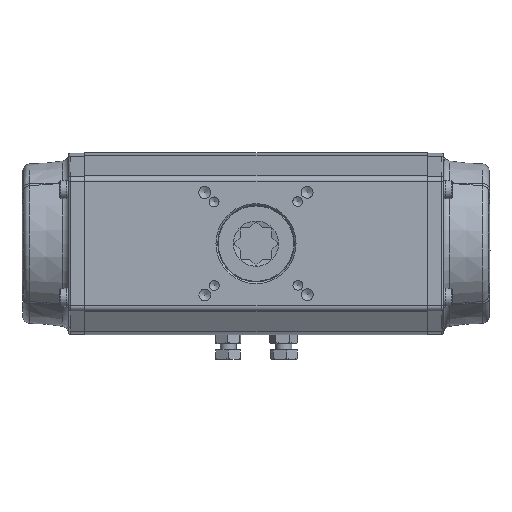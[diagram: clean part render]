
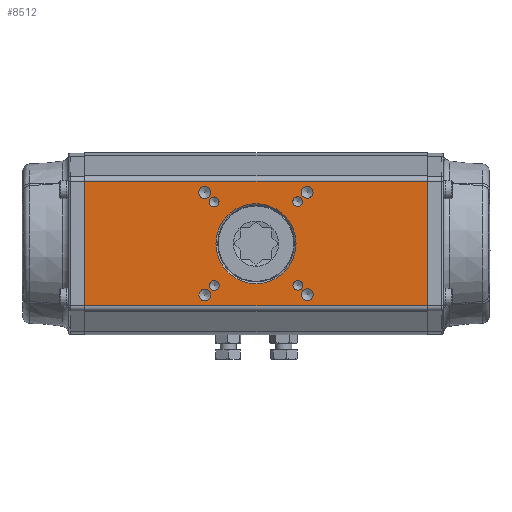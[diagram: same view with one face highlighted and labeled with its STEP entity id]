
A CAD part, front view. The second image highlights one B-rep face of the part: STEP entity #8512.
In plain terms, the highlighted planar face has unit normal (0, -1, 0).
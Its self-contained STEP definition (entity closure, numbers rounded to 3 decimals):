
#434=PLANE('',#9659);
#1184=CIRCLE('',#9537,34.5);
#1207=CIRCLE('',#9584,5.1);
#1209=CIRCLE('',#9588,5.1);
#1211=CIRCLE('',#9592,5.1);
#1213=CIRCLE('',#9596,5.1);
#1215=CIRCLE('',#9600,4.25);
#1217=CIRCLE('',#9604,4.25);
#1219=CIRCLE('',#9608,4.25);
#1221=CIRCLE('',#9612,4.25);
#3229=ORIENTED_EDGE('',*,*,#4653,.F.);
#3230=ORIENTED_EDGE('',*,*,#4685,.T.);
#3231=ORIENTED_EDGE('',*,*,#4671,.T.);
#3232=ORIENTED_EDGE('',*,*,#4686,.T.);
#3233=ORIENTED_EDGE('',*,*,#4599,.F.);
#3234=ORIENTED_EDGE('',*,*,#4597,.F.);
#3235=ORIENTED_EDGE('',*,*,#4595,.F.);
#3236=ORIENTED_EDGE('',*,*,#4593,.F.);
#3237=ORIENTED_EDGE('',*,*,#4591,.F.);
#3238=ORIENTED_EDGE('',*,*,#4589,.F.);
#3239=ORIENTED_EDGE('',*,*,#4587,.F.);
#3240=ORIENTED_EDGE('',*,*,#4585,.F.);
#3241=ORIENTED_EDGE('',*,*,#4558,.T.);
#4558=EDGE_CURVE('',#5531,#5531,#1184,.T.);
#4585=EDGE_CURVE('',#5566,#5566,#1207,.T.);
#4587=EDGE_CURVE('',#5569,#5569,#1209,.T.);
#4589=EDGE_CURVE('',#5572,#5572,#1211,.T.);
#4591=EDGE_CURVE('',#5575,#5575,#1213,.T.);
#4593=EDGE_CURVE('',#5578,#5578,#1215,.T.);
#4595=EDGE_CURVE('',#5581,#5581,#1217,.T.);
#4597=EDGE_CURVE('',#5584,#5584,#1219,.T.);
#4599=EDGE_CURVE('',#5587,#5587,#1221,.T.);
#4653=EDGE_CURVE('',#5638,#5639,#6111,.T.);
#4671=EDGE_CURVE('',#5656,#5655,#6120,.T.);
#4685=EDGE_CURVE('',#5638,#5656,#6124,.T.);
#4686=EDGE_CURVE('',#5655,#5639,#6125,.T.);
#5531=VERTEX_POINT('',#17185);
#5566=VERTEX_POINT('',#17295);
#5569=VERTEX_POINT('',#17302);
#5572=VERTEX_POINT('',#17309);
#5575=VERTEX_POINT('',#17316);
#5578=VERTEX_POINT('',#17323);
#5581=VERTEX_POINT('',#17330);
#5584=VERTEX_POINT('',#17337);
#5587=VERTEX_POINT('',#17344);
#5638=VERTEX_POINT('',#17613);
#5639=VERTEX_POINT('',#17615);
#5655=VERTEX_POINT('',#17649);
#5656=VERTEX_POINT('',#17651);
#6111=LINE('',#17614,#6561);
#6120=LINE('',#17650,#6570);
#6124=LINE('',#17677,#6574);
#6125=LINE('',#17678,#6575);
#6561=VECTOR('',#11723,1000.);
#6570=VECTOR('',#11752,1000.);
#6574=VECTOR('',#11778,1000.);
#6575=VECTOR('',#11779,1000.);
#7234=EDGE_LOOP('',(#3229,#3230,#3231,#3232));
#7235=EDGE_LOOP('',(#3233));
#7236=EDGE_LOOP('',(#3234));
#7237=EDGE_LOOP('',(#3235));
#7238=EDGE_LOOP('',(#3236));
#7239=EDGE_LOOP('',(#3237));
#7240=EDGE_LOOP('',(#3238));
#7241=EDGE_LOOP('',(#3239));
#7242=EDGE_LOOP('',(#3240));
#7243=EDGE_LOOP('',(#3241));
#7905=FACE_BOUND('',#7234,.T.);
#7906=FACE_BOUND('',#7235,.T.);
#7907=FACE_BOUND('',#7236,.T.);
#7908=FACE_BOUND('',#7237,.T.);
#7909=FACE_BOUND('',#7238,.T.);
#7910=FACE_BOUND('',#7239,.T.);
#7911=FACE_BOUND('',#7240,.T.);
#7912=FACE_BOUND('',#7241,.T.);
#7913=FACE_BOUND('',#7242,.T.);
#7914=FACE_BOUND('',#7243,.T.);
#8512=ADVANCED_FACE('',(#7905,#7906,#7907,#7908,#7909,#7910,#7911,#7912,
#7913,#7914),#434,.F.);
#9537=AXIS2_PLACEMENT_3D('',#17184,#11492,#11493);
#9584=AXIS2_PLACEMENT_3D('',#17294,#11586,#11587);
#9588=AXIS2_PLACEMENT_3D('',#17301,#11594,#11595);
#9592=AXIS2_PLACEMENT_3D('',#17308,#11602,#11603);
#9596=AXIS2_PLACEMENT_3D('',#17315,#11610,#11611);
#9600=AXIS2_PLACEMENT_3D('',#17322,#11618,#11619);
#9604=AXIS2_PLACEMENT_3D('',#17329,#11626,#11627);
#9608=AXIS2_PLACEMENT_3D('',#17336,#11634,#11635);
#9612=AXIS2_PLACEMENT_3D('',#17343,#11642,#11643);
#9659=AXIS2_PLACEMENT_3D('',#17676,#11776,#11777);
#11492=DIRECTION('',(0.,1.,0.));
#11493=DIRECTION('',(0.,0.,1.));
#11586=DIRECTION('',(0.,-1.,0.));
#11587=DIRECTION('',(0.,0.,-1.));
#11594=DIRECTION('',(0.,-1.,0.));
#11595=DIRECTION('',(0.,0.,-1.));
#11602=DIRECTION('',(0.,-1.,0.));
#11603=DIRECTION('',(0.,0.,-1.));
#11610=DIRECTION('',(0.,-1.,0.));
#11611=DIRECTION('',(0.,0.,-1.));
#11618=DIRECTION('',(0.,-1.,0.));
#11619=DIRECTION('',(0.,0.,-1.));
#11626=DIRECTION('',(0.,-1.,0.));
#11627=DIRECTION('',(0.,0.,-1.));
#11634=DIRECTION('',(0.,-1.,0.));
#11635=DIRECTION('',(0.,0.,-1.));
#11642=DIRECTION('',(0.,-1.,0.));
#11643=DIRECTION('',(0.,0.,-1.));
#11723=DIRECTION('',(0.,0.,-1.));
#11752=DIRECTION('',(0.,0.,-1.));
#11776=DIRECTION('',(0.,1.,0.));
#11777=DIRECTION('',(0.,0.,1.));
#11778=DIRECTION('',(-1.,0.,0.));
#11779=DIRECTION('',(1.,0.,0.));
#17184=CARTESIAN_POINT('',(-4.482,-60.298,275.));
#17185=CARTESIAN_POINT('',(-4.482,-60.298,309.5));
#17294=CARTESIAN_POINT('',(-48.786,-60.298,319.084));
#17295=CARTESIAN_POINT('',(-48.786,-60.298,313.984));
#17301=CARTESIAN_POINT('',(39.602,-60.298,319.304));
#17302=CARTESIAN_POINT('',(39.602,-60.298,314.204));
#17308=CARTESIAN_POINT('',(39.822,-60.298,230.916));
#17309=CARTESIAN_POINT('',(39.822,-60.298,225.816));
#17315=CARTESIAN_POINT('',(-48.567,-60.298,230.696));
#17316=CARTESIAN_POINT('',(-48.567,-60.298,225.596));
#17322=CARTESIAN_POINT('',(-40.634,-60.298,310.973));
#17323=CARTESIAN_POINT('',(-40.634,-60.298,306.723));
#17329=CARTESIAN_POINT('',(31.49,-60.298,311.152));
#17330=CARTESIAN_POINT('',(31.49,-60.298,306.902));
#17336=CARTESIAN_POINT('',(31.67,-60.298,239.027));
#17337=CARTESIAN_POINT('',(31.67,-60.298,234.777));
#17343=CARTESIAN_POINT('',(-40.455,-60.298,238.848));
#17344=CARTESIAN_POINT('',(-40.455,-60.298,234.598));
#17613=CARTESIAN_POINT('',(143.018,-60.298,328.659));
#17614=CARTESIAN_POINT('',(143.018,-60.298,344.5));
#17615=CARTESIAN_POINT('',(143.018,-60.298,221.341));
#17649=CARTESIAN_POINT('',(-151.982,-60.298,221.341));
#17650=CARTESIAN_POINT('',(-151.982,-60.298,344.5));
#17651=CARTESIAN_POINT('',(-151.982,-60.298,328.659));
#17676=CARTESIAN_POINT('',(143.018,-60.298,344.5));
#17677=CARTESIAN_POINT('',(143.018,-60.298,328.659));
#17678=CARTESIAN_POINT('',(143.018,-60.298,221.341));
